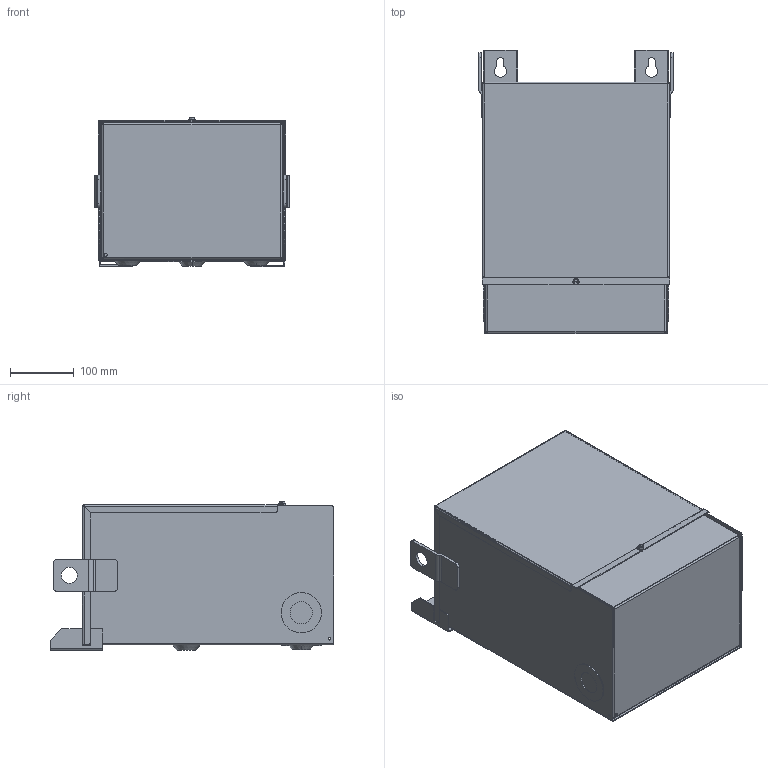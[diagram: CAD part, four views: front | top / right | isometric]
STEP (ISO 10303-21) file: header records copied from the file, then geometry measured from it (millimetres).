
FILE_DESCRIPTION (( 'STEP AP203' ), '1' );
FILE_NAME ('C1F007LES.step', '2020-03-24T14:43:18', ( '' ), ( '' ), 'SwSTEP 2.0', 'SolidWorks 2019', '' );
FILE_SCHEMA (( 'CONFIG_CONTROL_DESIGN' ));
Length unit declared in the file: inch
Products named in the file (1): C1F007LES
Bounding box: 306.28 x 445.51 x 234.56 mm (x, y, z)
Volume: 906335.7 mm3; surface area: 1159201.3 mm2
Topology: 8 solids, 8 shells, 341 faces, 834 edges, 530 vertices
Faces by surface type: plane 172, cylinder 135, cone 22, bspline 12
Entity records: 10980 total; most frequent: CARTESIAN_POINT 2713, DIRECTION 1740, ORIENTED_EDGE 1668, EDGE_CURVE 834, AXIS2_PLACEMENT_3D 616, VERTEX_POINT 530, VECTOR 508, LINE 508
